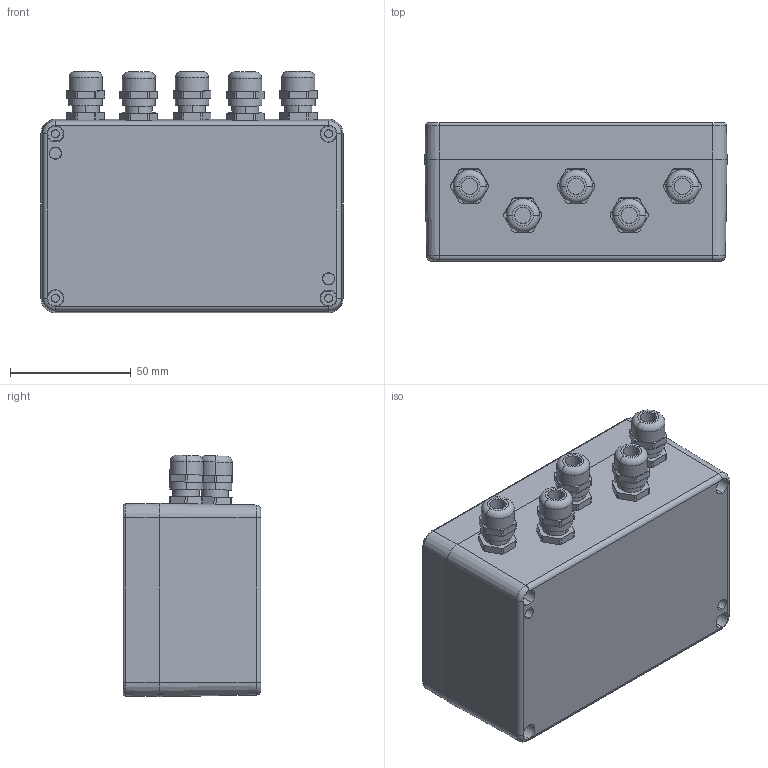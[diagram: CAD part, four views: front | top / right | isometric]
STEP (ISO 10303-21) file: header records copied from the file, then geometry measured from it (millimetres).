
FILE_DESCRIPTION(('STEP AP214'),'1');
FILE_NAME('SG4.stp','2018-11-08T17:00:29',(' '),(' '),'Spatial InterOp 3D',' ',' ');
FILE_SCHEMA(('automotive_design'));
Length unit declared in the file: millimetre
Products named in the file (7): SG4; Component1; Component2; Serie2; vite M5 L=20; Serie
Assembly tree (8 placements, depth 4):
  SG4
    SG4
    Component1
    Component2
    Serie
      Serie2  x2
        vite M5 L=20
Bounding box: 125 x 57 x 99.88 mm (x, y, z)
Volume: 170059.9 mm3; surface area: 101194.6 mm2
Topology: 11 solids, 14 shells, 774 faces, 1860 edges, 1183 vertices
Faces by surface type: plane 325, cylinder 258, cone 139, torus 35, bspline 9, sphere 8
Entity records: 27643 total; most frequent: CARTESIAN_POINT 5182, DIRECTION 3719, ORIENTED_EDGE 3286, EDGE_CURVE 1649, AXIS2_PLACEMENT_3D 1418, VERTEX_POINT 1051, LINE 883, VECTOR 883
